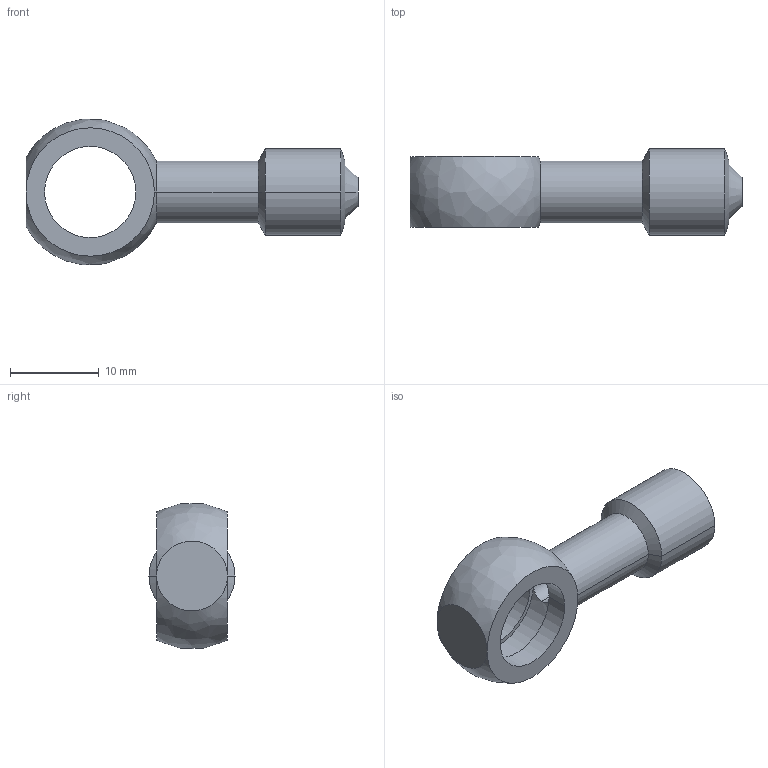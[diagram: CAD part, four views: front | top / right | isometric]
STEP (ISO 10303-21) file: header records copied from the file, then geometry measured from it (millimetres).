
FILE_DESCRIPTION(/* description */ (''),/* implementation_level */ '2;1');
FILE_NAME(/* name */ 'AD-BM10.stp',/* time_stamp */ '2018-05-21T11:48:43+09:00',/* author */ (''),/* organization */ (''),/* preprocessor_version */ 'ST-DEVELOPER v16',/* originating_system */ 'SIEMENS PLM Software NX 10.0',/* authorisation */ '');
FILE_SCHEMA (('AUTOMOTIVE_DESIGN { 1 0 10303 214 3 1 1 1 }'));
Length unit declared in the file: millimetre
Products named in the file (1): AD-BM10
Bounding box: 37.5 x 9.73 x 16.39 mm (x, y, z)
Volume: 1818.7 mm3; surface area: 1710.3 mm2
Topology: 1 solids, 1 shells, 30 faces, 61 edges, 34 vertices
Faces by surface type: cylinder 14, cone 8, plane 6, bspline 2
Entity records: 1262 total; most frequent: CARTESIAN_POINT 379, DIRECTION 147, ORIENTED_EDGE 122, AXIS2_PLACEMENT_3D 64, EDGE_CURVE 61, EDGE_LOOP 35, VERTEX_POINT 34, CIRCLE 34
